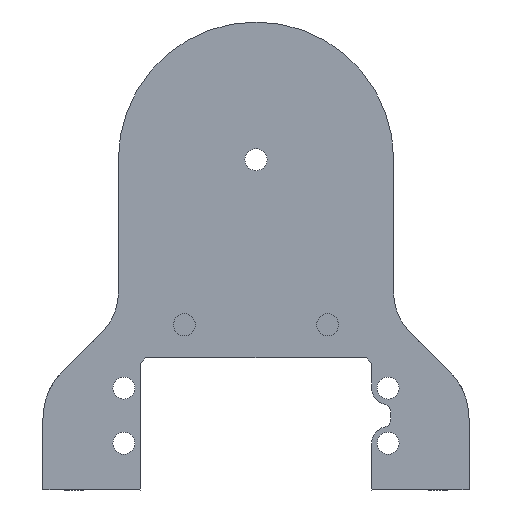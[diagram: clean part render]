
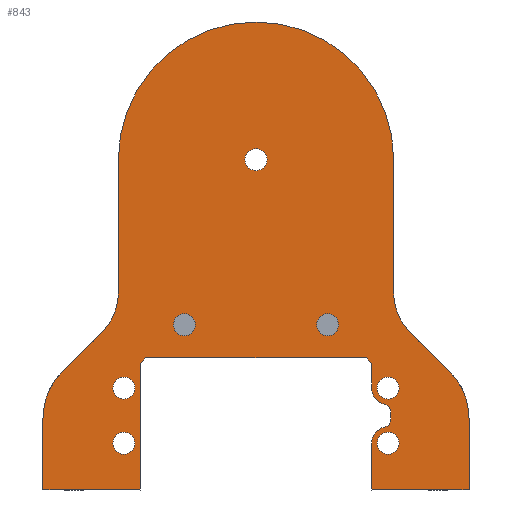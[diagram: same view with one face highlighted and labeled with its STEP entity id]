
A CAD part, front view. The second image highlights one B-rep face of the part: STEP entity #843.
In plain terms, the highlighted planar face has unit normal (0, -1, 0).
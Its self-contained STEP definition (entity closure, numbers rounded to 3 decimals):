
#29=FACE_BOUND('',#123,.T.);
#30=FACE_BOUND('',#124,.T.);
#31=FACE_BOUND('',#125,.T.);
#32=FACE_BOUND('',#126,.T.);
#33=FACE_BOUND('',#127,.T.);
#34=FACE_BOUND('',#128,.T.);
#35=FACE_BOUND('',#129,.T.);
#49=PLANE('',#914);
#76=FACE_OUTER_BOUND('',#122,.T.);
#122=EDGE_LOOP('',(#603,#604,#605,#606,#607,#608,#609,#610,#611,#612,#613,
#614,#615,#616,#617,#618,#619,#620,#621,#622,#623,#624,#625,#626));
#123=EDGE_LOOP('',(#627));
#124=EDGE_LOOP('',(#628));
#125=EDGE_LOOP('',(#629));
#126=EDGE_LOOP('',(#630));
#127=EDGE_LOOP('',(#631));
#128=EDGE_LOOP('',(#632));
#129=EDGE_LOOP('',(#633));
#181=LINE('',#1257,#252);
#186=LINE('',#1272,#257);
#192=LINE('',#1296,#263);
#193=LINE('',#1298,#264);
#194=LINE('',#1300,#265);
#195=LINE('',#1304,#266);
#196=LINE('',#1308,#267);
#197=LINE('',#1312,#268);
#198=LINE('',#1316,#269);
#199=LINE('',#1320,#270);
#200=LINE('',#1322,#271);
#201=LINE('',#1324,#272);
#202=LINE('',#1325,#273);
#203=LINE('',#1327,#274);
#204=LINE('',#1328,#275);
#252=VECTOR('',#1005,10.);
#257=VECTOR('',#1018,10.);
#263=VECTOR('',#1044,10.);
#264=VECTOR('',#1045,10.);
#265=VECTOR('',#1046,10.);
#266=VECTOR('',#1049,10.);
#267=VECTOR('',#1052,10.);
#268=VECTOR('',#1055,10.);
#269=VECTOR('',#1058,10.);
#270=VECTOR('',#1061,10.);
#271=VECTOR('',#1062,10.);
#272=VECTOR('',#1063,10.);
#273=VECTOR('',#1064,10.);
#274=VECTOR('',#1065,10.);
#275=VECTOR('',#1066,10.);
#317=CIRCLE('',#895,2.);
#321=CIRCLE('',#903,1.5);
#322=CIRCLE('',#906,1.5);
#324=CIRCLE('',#909,3.);
#327=CIRCLE('',#913,3.);
#328=CIRCLE('',#915,12.);
#329=CIRCLE('',#916,10.);
#330=CIRCLE('',#917,25.);
#331=CIRCLE('',#918,10.);
#332=CIRCLE('',#919,12.);
#333=CIRCLE('',#920,2.);
#334=CIRCLE('',#921,2.);
#335=CIRCLE('',#922,2.);
#336=CIRCLE('',#923,2.);
#337=CIRCLE('',#924,2.);
#338=CIRCLE('',#925,2.);
#360=VERTEX_POINT('',#1236);
#367=VERTEX_POINT('',#1254);
#368=VERTEX_POINT('',#1256);
#372=VERTEX_POINT('',#1265);
#373=VERTEX_POINT('',#1267);
#374=VERTEX_POINT('',#1271);
#376=VERTEX_POINT('',#1277);
#378=VERTEX_POINT('',#1283);
#381=VERTEX_POINT('',#1291);
#382=VERTEX_POINT('',#1295);
#383=VERTEX_POINT('',#1297);
#384=VERTEX_POINT('',#1299);
#385=VERTEX_POINT('',#1301);
#386=VERTEX_POINT('',#1303);
#387=VERTEX_POINT('',#1305);
#388=VERTEX_POINT('',#1307);
#389=VERTEX_POINT('',#1309);
#390=VERTEX_POINT('',#1311);
#391=VERTEX_POINT('',#1313);
#392=VERTEX_POINT('',#1315);
#393=VERTEX_POINT('',#1317);
#394=VERTEX_POINT('',#1319);
#395=VERTEX_POINT('',#1321);
#396=VERTEX_POINT('',#1323);
#397=VERTEX_POINT('',#1326);
#398=VERTEX_POINT('',#1329);
#399=VERTEX_POINT('',#1331);
#400=VERTEX_POINT('',#1333);
#401=VERTEX_POINT('',#1335);
#402=VERTEX_POINT('',#1337);
#403=VERTEX_POINT('',#1339);
#442=EDGE_CURVE('',#360,#360,#317,.T.);
#451=EDGE_CURVE('',#367,#368,#181,.T.);
#456=EDGE_CURVE('',#373,#372,#321,.F.);
#458=EDGE_CURVE('',#374,#373,#186,.T.);
#461=EDGE_CURVE('',#376,#374,#322,.F.);
#464=EDGE_CURVE('',#378,#376,#324,.T.);
#469=EDGE_CURVE('',#372,#381,#327,.T.);
#470=EDGE_CURVE('',#382,#381,#192,.T.);
#471=EDGE_CURVE('',#382,#383,#193,.T.);
#472=EDGE_CURVE('',#383,#384,#194,.T.);
#473=EDGE_CURVE('',#385,#384,#328,.T.);
#474=EDGE_CURVE('',#386,#385,#195,.T.);
#475=EDGE_CURVE('',#387,#386,#329,.T.);
#476=EDGE_CURVE('',#388,#387,#196,.T.);
#477=EDGE_CURVE('',#389,#388,#330,.T.);
#478=EDGE_CURVE('',#389,#390,#197,.T.);
#479=EDGE_CURVE('',#391,#390,#331,.T.);
#480=EDGE_CURVE('',#392,#391,#198,.T.);
#481=EDGE_CURVE('',#393,#392,#332,.T.);
#482=EDGE_CURVE('',#393,#394,#199,.T.);
#483=EDGE_CURVE('',#394,#395,#200,.T.);
#484=EDGE_CURVE('',#396,#395,#201,.T.);
#485=EDGE_CURVE('',#396,#368,#202,.T.);
#486=EDGE_CURVE('',#367,#397,#203,.T.);
#487=EDGE_CURVE('',#378,#397,#204,.T.);
#488=EDGE_CURVE('',#398,#398,#333,.T.);
#489=EDGE_CURVE('',#399,#399,#334,.T.);
#490=EDGE_CURVE('',#400,#400,#335,.T.);
#491=EDGE_CURVE('',#401,#401,#336,.T.);
#492=EDGE_CURVE('',#402,#402,#337,.T.);
#493=EDGE_CURVE('',#403,#403,#338,.T.);
#603=ORIENTED_EDGE('',*,*,#464,.T.);
#604=ORIENTED_EDGE('',*,*,#461,.T.);
#605=ORIENTED_EDGE('',*,*,#458,.T.);
#606=ORIENTED_EDGE('',*,*,#456,.T.);
#607=ORIENTED_EDGE('',*,*,#469,.T.);
#608=ORIENTED_EDGE('',*,*,#470,.F.);
#609=ORIENTED_EDGE('',*,*,#471,.T.);
#610=ORIENTED_EDGE('',*,*,#472,.T.);
#611=ORIENTED_EDGE('',*,*,#473,.F.);
#612=ORIENTED_EDGE('',*,*,#474,.F.);
#613=ORIENTED_EDGE('',*,*,#475,.F.);
#614=ORIENTED_EDGE('',*,*,#476,.F.);
#615=ORIENTED_EDGE('',*,*,#477,.F.);
#616=ORIENTED_EDGE('',*,*,#478,.T.);
#617=ORIENTED_EDGE('',*,*,#479,.F.);
#618=ORIENTED_EDGE('',*,*,#480,.F.);
#619=ORIENTED_EDGE('',*,*,#481,.F.);
#620=ORIENTED_EDGE('',*,*,#482,.T.);
#621=ORIENTED_EDGE('',*,*,#483,.T.);
#622=ORIENTED_EDGE('',*,*,#484,.F.);
#623=ORIENTED_EDGE('',*,*,#485,.T.);
#624=ORIENTED_EDGE('',*,*,#451,.F.);
#625=ORIENTED_EDGE('',*,*,#486,.T.);
#626=ORIENTED_EDGE('',*,*,#487,.F.);
#627=ORIENTED_EDGE('',*,*,#442,.T.);
#628=ORIENTED_EDGE('',*,*,#488,.F.);
#629=ORIENTED_EDGE('',*,*,#489,.T.);
#630=ORIENTED_EDGE('',*,*,#490,.T.);
#631=ORIENTED_EDGE('',*,*,#491,.T.);
#632=ORIENTED_EDGE('',*,*,#492,.T.);
#633=ORIENTED_EDGE('',*,*,#493,.T.);
#843=ADVANCED_FACE('',(#76,#29,#30,#31,#32,#33,#34,#35),#49,.F.);
#895=AXIS2_PLACEMENT_3D('',#1237,#987,#988);
#903=AXIS2_PLACEMENT_3D('',#1268,#1013,#1014);
#906=AXIS2_PLACEMENT_3D('',#1278,#1023,#1024);
#909=AXIS2_PLACEMENT_3D('',#1284,#1030,#1031);
#913=AXIS2_PLACEMENT_3D('',#1293,#1040,#1041);
#914=AXIS2_PLACEMENT_3D('',#1294,#1042,#1043);
#915=AXIS2_PLACEMENT_3D('',#1302,#1047,#1048);
#916=AXIS2_PLACEMENT_3D('',#1306,#1050,#1051);
#917=AXIS2_PLACEMENT_3D('',#1310,#1053,#1054);
#918=AXIS2_PLACEMENT_3D('',#1314,#1056,#1057);
#919=AXIS2_PLACEMENT_3D('',#1318,#1059,#1060);
#920=AXIS2_PLACEMENT_3D('',#1330,#1067,#1068);
#921=AXIS2_PLACEMENT_3D('',#1332,#1069,#1070);
#922=AXIS2_PLACEMENT_3D('',#1334,#1071,#1072);
#923=AXIS2_PLACEMENT_3D('',#1336,#1073,#1074);
#924=AXIS2_PLACEMENT_3D('',#1338,#1075,#1076);
#925=AXIS2_PLACEMENT_3D('',#1340,#1077,#1078);
#987=DIRECTION('center_axis',(0.,1.,0.));
#988=DIRECTION('ref_axis',(1.,0.,0.));
#1005=DIRECTION('',(-1.,0.,0.));
#1013=DIRECTION('center_axis',(0.,-1.,0.));
#1014=DIRECTION('ref_axis',(-1.,0.,0.));
#1018=DIRECTION('',(0.,0.,-1.));
#1023=DIRECTION('center_axis',(0.,-1.,0.));
#1024=DIRECTION('ref_axis',(-1.,0.,0.));
#1030=DIRECTION('center_axis',(0.,-1.,0.));
#1031=DIRECTION('ref_axis',(1.,0.,0.));
#1040=DIRECTION('center_axis',(0.,-1.,0.));
#1041=DIRECTION('ref_axis',(1.,0.,0.));
#1042=DIRECTION('center_axis',(0.,1.,0.));
#1043=DIRECTION('ref_axis',(1.,0.,0.));
#1044=DIRECTION('',(0.,0.,1.));
#1045=DIRECTION('',(1.,0.,0.));
#1046=DIRECTION('',(0.,0.,1.));
#1047=DIRECTION('center_axis',(0.,1.,0.));
#1048=DIRECTION('ref_axis',(1.,0.,0.));
#1049=DIRECTION('',(0.707,0.,-0.707));
#1050=DIRECTION('center_axis',(0.,-1.,0.));
#1051=DIRECTION('ref_axis',(-0.924,0.,-0.383));
#1052=DIRECTION('',(0.,0.,-1.));
#1053=DIRECTION('center_axis',(0.,1.,0.));
#1054=DIRECTION('ref_axis',(1.,0.,0.));
#1055=DIRECTION('',(0.,0.,-1.));
#1056=DIRECTION('center_axis',(0.,-1.,0.));
#1057=DIRECTION('ref_axis',(0.924,0.,-0.383));
#1058=DIRECTION('',(0.707,0.,0.707));
#1059=DIRECTION('center_axis',(0.,1.,0.));
#1060=DIRECTION('ref_axis',(0.,0.,1.));
#1061=DIRECTION('',(0.,0.,-1.));
#1062=DIRECTION('',(1.,0.,0.));
#1063=DIRECTION('',(0.,0.,-1.));
#1064=DIRECTION('',(0.707,0.,0.707));
#1065=DIRECTION('',(0.707,0.,-0.707));
#1066=DIRECTION('',(0.,0.,1.));
#1067=DIRECTION('center_axis',(0.,-1.,0.));
#1068=DIRECTION('ref_axis',(1.,0.,0.));
#1069=DIRECTION('center_axis',(0.,1.,0.));
#1070=DIRECTION('ref_axis',(1.,0.,0.));
#1071=DIRECTION('center_axis',(0.,1.,0.));
#1072=DIRECTION('ref_axis',(1.,0.,0.));
#1073=DIRECTION('center_axis',(0.,1.,0.));
#1074=DIRECTION('ref_axis',(1.,0.,0.));
#1075=DIRECTION('center_axis',(0.,1.,0.));
#1076=DIRECTION('ref_axis',(1.,0.,0.));
#1077=DIRECTION('center_axis',(0.,1.,0.));
#1078=DIRECTION('ref_axis',(1.,0.,0.));
#1236=CARTESIAN_POINT('',(-15.,-8.,-30.));
#1237=CARTESIAN_POINT('Origin',(-13.,-8.,-30.));
#1254=CARTESIAN_POINT('',(20.,-8.,-36.));
#1256=CARTESIAN_POINT('',(-20.,-8.,-36.));
#1257=CARTESIAN_POINT('',(-10.5,-8.,-36.));
#1265=CARTESIAN_POINT('',(23.333,-8.,-48.575));
#1267=CARTESIAN_POINT('',(24.5,-8.,-47.113));
#1268=CARTESIAN_POINT('Origin',(23.,-8.,-47.113));
#1271=CARTESIAN_POINT('',(24.5,-8.,-45.887));
#1272=CARTESIAN_POINT('',(24.5,-8.,-26.));
#1277=CARTESIAN_POINT('',(23.333,-8.,-44.425));
#1278=CARTESIAN_POINT('Origin',(23.,-8.,-45.887));
#1283=CARTESIAN_POINT('',(21.,-8.,-41.5));
#1284=CARTESIAN_POINT('Origin',(24.,-8.,-41.5));
#1291=CARTESIAN_POINT('',(21.,-8.,-51.5));
#1293=CARTESIAN_POINT('Origin',(24.,-8.,-51.5));
#1294=CARTESIAN_POINT('Origin',(0.,-8.,-7.5));
#1295=CARTESIAN_POINT('',(21.,-8.,-60.));
#1296=CARTESIAN_POINT('',(21.,-8.,-21.75));
#1297=CARTESIAN_POINT('',(38.691,-8.,-60.));
#1298=CARTESIAN_POINT('',(-25.,-8.,-60.));
#1299=CARTESIAN_POINT('',(38.691,-8.,-47.));
#1300=CARTESIAN_POINT('',(38.691,-8.,-57.));
#1301=CARTESIAN_POINT('',(35.176,-8.,-38.515));
#1302=CARTESIAN_POINT('Origin',(26.691,-8.,-47.));
#1303=CARTESIAN_POINT('',(27.929,-8.,-31.267));
#1304=CARTESIAN_POINT('',(30.088,-8.,-33.426));
#1305=CARTESIAN_POINT('',(25.,-8.,-24.196));
#1306=CARTESIAN_POINT('Origin',(35.,-8.,-24.196));
#1307=CARTESIAN_POINT('',(25.,-8.,0.));
#1308=CARTESIAN_POINT('',(25.,-8.,-40.));
#1309=CARTESIAN_POINT('',(-25.,-8.,0.));
#1310=CARTESIAN_POINT('Origin',(0.,-8.,0.));
#1311=CARTESIAN_POINT('',(-25.,-8.,-24.196));
#1312=CARTESIAN_POINT('',(-25.,-8.,-40.));
#1313=CARTESIAN_POINT('',(-27.929,-8.,-31.267));
#1314=CARTESIAN_POINT('Origin',(-35.,-8.,-24.196));
#1315=CARTESIAN_POINT('',(-35.176,-8.,-38.515));
#1316=CARTESIAN_POINT('',(-25.,-8.,-28.338));
#1317=CARTESIAN_POINT('',(-38.691,-8.,-47.));
#1318=CARTESIAN_POINT('Origin',(-26.691,-8.,-47.));
#1319=CARTESIAN_POINT('',(-38.691,-8.,-60.));
#1320=CARTESIAN_POINT('',(-38.691,-8.,-57.));
#1321=CARTESIAN_POINT('',(-21.,-8.,-60.));
#1322=CARTESIAN_POINT('',(-25.,-8.,-60.));
#1323=CARTESIAN_POINT('',(-21.,-8.,-37.));
#1324=CARTESIAN_POINT('',(-21.,-8.,-57.));
#1325=CARTESIAN_POINT('',(-8.125,-8.,-24.125));
#1326=CARTESIAN_POINT('',(21.,-8.,-37.));
#1327=CARTESIAN_POINT('',(8.125,-8.,-24.125));
#1328=CARTESIAN_POINT('',(21.,-8.,-21.75));
#1329=CARTESIAN_POINT('',(-2.,-8.,0.));
#1330=CARTESIAN_POINT('Origin',(0.,-8.,0.));
#1331=CARTESIAN_POINT('',(11.,-8.,-30.));
#1332=CARTESIAN_POINT('Origin',(13.,-8.,-30.));
#1333=CARTESIAN_POINT('',(-26.,-8.,-51.5));
#1334=CARTESIAN_POINT('Origin',(-24.,-8.,-51.5));
#1335=CARTESIAN_POINT('',(22.,-8.,-51.5));
#1336=CARTESIAN_POINT('Origin',(24.,-8.,-51.5));
#1337=CARTESIAN_POINT('',(-26.,-8.,-41.5));
#1338=CARTESIAN_POINT('Origin',(-24.,-8.,-41.5));
#1339=CARTESIAN_POINT('',(22.,-8.,-41.5));
#1340=CARTESIAN_POINT('Origin',(24.,-8.,-41.5));
